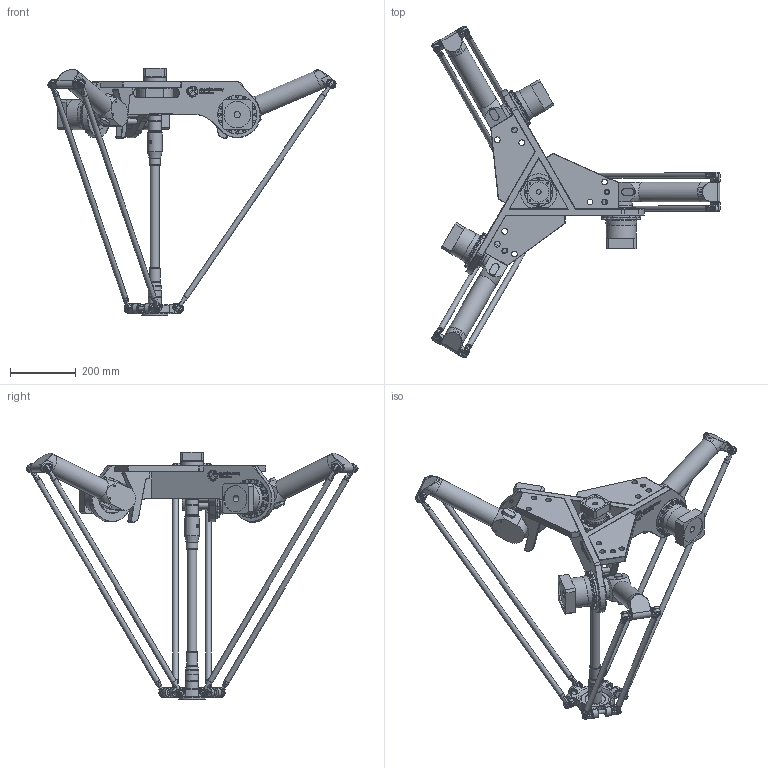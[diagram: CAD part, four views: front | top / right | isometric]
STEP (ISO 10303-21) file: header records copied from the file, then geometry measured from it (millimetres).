
FILE_DESCRIPTION(/* description */ (''),/* implementation_level */ '2;1');
FILE_NAME(/* name */ '3D-model_A_00037-01.stp',/* time_stamp */ '2022-02-16T09:09:04+01:00',/* author */ ('michael.schutter'),/* organization */ ('Majatronic'),/* preprocessor_version */ 'ST-DEVELOPER v16.5',/* originating_system */ 'Autodesk Inventor 2017',/* authorisation */ '');
FILE_SCHEMA (('AUTOMOTIVE_DESIGN { 1 0 10303 214 3 1 1 }'));
Products named in the file (12): MT_BGR00021485MT_BGR; MT_BGR00021484MT_BGR; MT_WST00066989MT_WST; MT_WST00066994MT_WST; MT_WST00046397MT_WST; MT_WST00054194MT_WST; MT_WST00050715MT_WST; MT_WST00101401; MT_WST00065067MT_WST; MT_WST00066934MT_WST; MT_WST00068054MT_WST; MT_WST00068055MT_WST
Assembly tree (25 placements, depth 3):
  MT_BGR00021485MT_BGR
    MT_BGR00021484MT_BGR
      MT_WST00066989MT_WST
      MT_WST00066994MT_WST
      MT_WST00046397MT_WST  x3
    MT_WST00054194MT_WST  x3
    MT_WST00101401  x6
    MT_WST00050715MT_WST
    MT_WST00065067MT_WST  x6
    MT_WST00066934MT_WST
    MT_WST00068054MT_WST
    MT_WST00068055MT_WST
Bounding box: 874.56 x 1006.51 x 750.8 mm (x, y, z)
Volume: 12703964.4 mm3; surface area: 1609985.6 mm2
Topology: 24 solids, 25 shells, 3084 faces, 7051 edges, 4416 vertices
Faces by surface type: plane 1686, cylinder 875, cone 292, bspline 143, torus 84, sphere 4
Full cylindrical faces by diameter (mm): 2 x6, 2.06 x1, 4 x8, 4.35 x8, 4.917 x18, 6 x37, 7 x16, 8 x37, 8.5 x96, 10 x4, 12 x22, 14 x1, 15.98 x12, 16 x42, 17.5 x9, 18 x24, 19 x3, 19.7 x1, 20 x1, 28 x1, 31.5 x3, 32 x1, 33 x1, 35 x1, 40 x6, 45 x1, 60 x3, 61 x1, 62 x1, 63 x6
Entity records: 61208 total; most frequent: CARTESIAN_POINT 17878, DIRECTION 8905, ORIENTED_EDGE 8098, EDGE_CURVE 4049, AXIS2_PLACEMENT_3D 3275, VERTEX_POINT 2745, EDGE_LOOP 2554, LINE 2355
